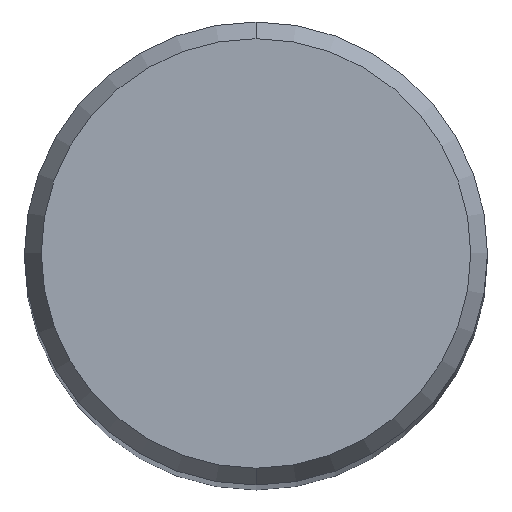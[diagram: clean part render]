
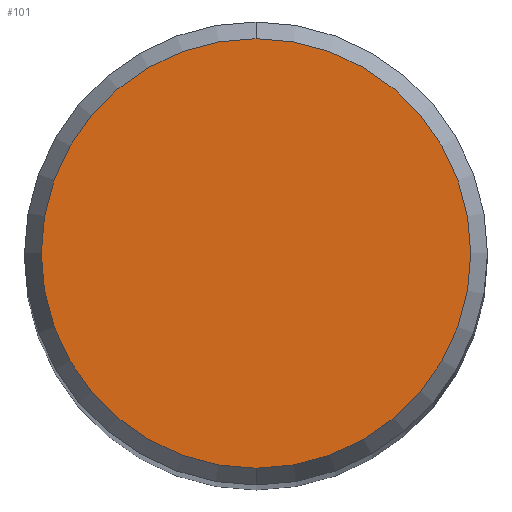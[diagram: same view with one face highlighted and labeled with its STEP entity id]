
A CAD part, top view. The second image highlights one B-rep face of the part: STEP entity #101.
In plain terms, the highlighted planar face has unit normal (0, 0, 1).
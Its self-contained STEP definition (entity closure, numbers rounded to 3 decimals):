
#101=ADVANCED_FACE('',(#253),#254,.T.);
#149=VERTEX_POINT('',#307);
#151=EDGE_CURVE('',#225,#149,#309,.T.);
#219=EDGE_CURVE('',#149,#225,#386,.T.);
#225=VERTEX_POINT('',#392);
#253=FACE_OUTER_BOUND('',#413,.T.);
#254=PLANE('',#414);
#307=CARTESIAN_POINT('',(0.0,2.946,0.0));
#309=CIRCLE('',#485,2.946);
#386=CIRCLE('',#584,2.946);
#392=CARTESIAN_POINT('',(0.,-2.946,0.0));
#413=EDGE_LOOP('',(#608,#609));
#414=AXIS2_PLACEMENT_3D('',#610,#611,#612);
#485=AXIS2_PLACEMENT_3D('',#673,#674,#675);
#584=AXIS2_PLACEMENT_3D('',#780,#781,#782);
#608=ORIENTED_EDGE('',*,*,#219,.F.);
#609=ORIENTED_EDGE('',*,*,#151,.F.);
#610=CARTESIAN_POINT('',(0.0,1.473,0.0));
#611=DIRECTION('',(-0.0,0.0,1.0));
#612=DIRECTION('',(0.0,-1.0,0.0));
#673=CARTESIAN_POINT('',(0.0,0.0,0.0));
#674=DIRECTION('',(0.0,0.0,-1.0));
#675=DIRECTION('',(0.0,1.0,0.0));
#780=CARTESIAN_POINT('',(0.0,0.0,0.0));
#781=DIRECTION('',(0.0,0.0,-1.0));
#782=DIRECTION('',(0.0,1.0,0.0));
